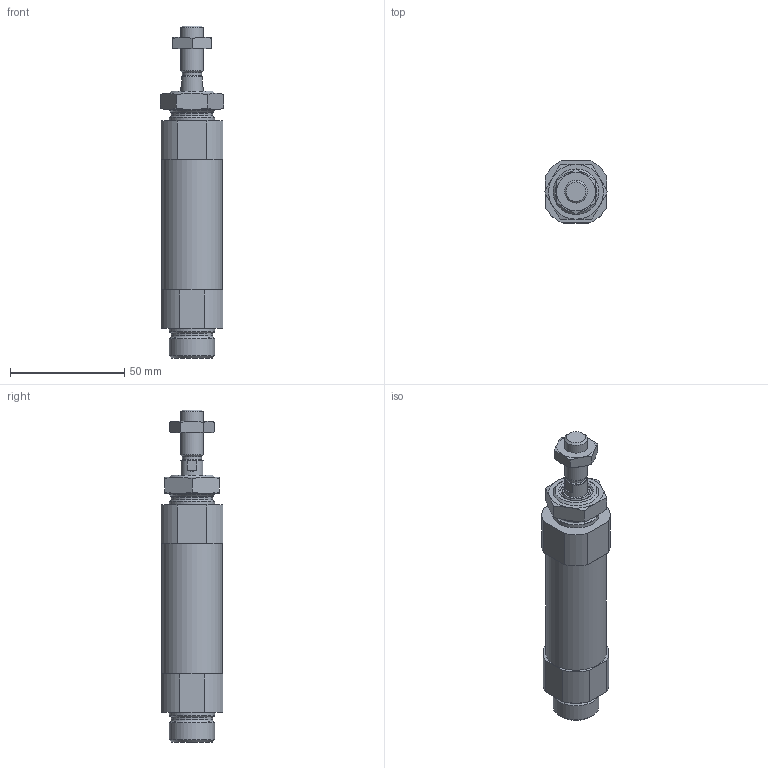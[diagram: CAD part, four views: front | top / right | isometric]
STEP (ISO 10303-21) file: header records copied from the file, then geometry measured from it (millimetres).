
FILE_DESCRIPTION(/* description */ ('STEP AP214'),/* implementation_level */ '2;1');
FILE_NAME(/* name */ '5228453_DSNU-S-25-30-PPS-A-MX',/* time_stamp */ '2024-08-22T22:26:25+02:00',/* author */ ('License CC BY-ND 4.0'),/* organization */ ('CADENAS'),/* preprocessor_version */ 'ST-DEVELOPER v19.3',/* originating_system */ 'PARTsolutions',/* authorisation */ ' ');
FILE_SCHEMA (('AUTOMOTIVE_DESIGN {1 0 10303 214 3 1 1}'));
Length unit declared in the file: millimetre
Products named in the file (5): 5228453 DSNU-S-25-30-PPS-A-MX---(0); 8112006 DSNU-S-25-30-PPS-MX---(C); 8112006 DSNU-S-25-30-PPS---(P); DIN-439-B - M10x1.25(F); 5362912 M20x1.5
Assembly tree (4 placements, depth 2):
  5228453 DSNU-S-25-30-PPS-A-MX---(0)
    8112006 DSNU-S-25-30-PPS-MX---(C)
    8112006 DSNU-S-25-30-PPS---(P)
    DIN-439-B - M10x1.25(F)
    5362912 M20x1.5
Bounding box: 27.71 x 27 x 145.4 mm (x, y, z)
Volume: 51751.5 mm3; surface area: 23721.6 mm2
Topology: 4 solids, 4 shells, 110 faces, 235 edges, 144 vertices
Faces by surface type: plane 45, cone 31, cylinder 26, torus 8
Full cylindrical faces by diameter (mm): 8.4 x1, 8.566 x2, 8.647 x1, 10 x3, 14.1 x1, 18 x2, 18.376 x1, 20 x4, 25 x2, 26.5 x1
Entity records: 2914 total; most frequent: CARTESIAN_POINT 606, DIRECTION 466, ORIENTED_EDGE 376, AXIS2_PLACEMENT_3D 206, EDGE_CURVE 188, FACE_BOUND 171, EDGE_LOOP 170, VERTEX_POINT 141
